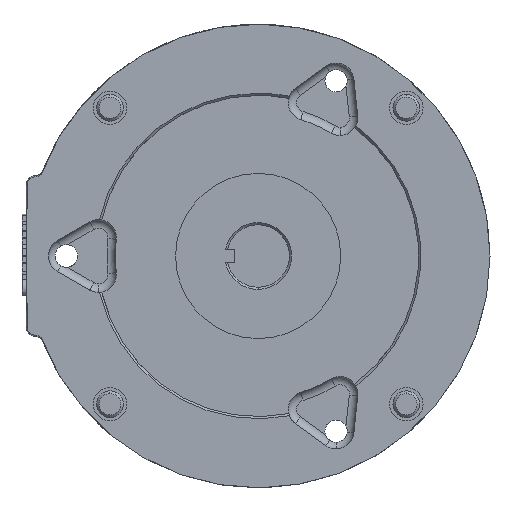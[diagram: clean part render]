
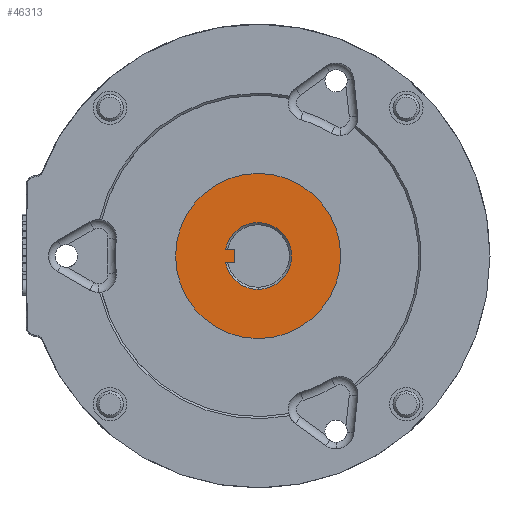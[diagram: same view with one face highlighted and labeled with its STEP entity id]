
A CAD part, left-side view. The second image highlights one B-rep face of the part: STEP entity #46313.
In plain terms, the highlighted planar face has unit normal (-1, 0, 0).
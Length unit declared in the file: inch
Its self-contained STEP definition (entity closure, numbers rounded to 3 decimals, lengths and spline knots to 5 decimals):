
#169 = CARTESIAN_POINT ( 'NONE',  ( 0.3215, 0.32753, -0.09375 ) ) ;
#233 = ORIENTED_EDGE ( 'NONE', *, *, #12626, .F. ) ;
#1248 = PLANE ( 'NONE',  #38965 ) ;
#1546 = ORIENTED_EDGE ( 'NONE', *, *, #23409, .T. ) ;
#3726 = CARTESIAN_POINT ( 'NONE',  ( 0.3215, 0., 0. ) ) ;
#3790 = DIRECTION ( 'NONE',  ( 0., 0., -1. ) ) ;
#4248 = CIRCLE ( 'NONE', #17836, 1.15725 ) ;
#5300 = CIRCLE ( 'NONE', #27389, 0.4681 ) ;
#5559 = FACE_OUTER_BOUND ( 'NONE', #11653, .T. ) ;
#5712 = AXIS2_PLACEMENT_3D ( 'NONE', #21307, #48135, #25230 ) ;
#6462 = CARTESIAN_POINT ( 'NONE',  ( 0.3215, 0., 0.4681 ) ) ;
#7308 = CARTESIAN_POINT ( 'NONE',  ( 0.3215, 0., 0. ) ) ;
#7578 = DIRECTION ( 'NONE',  ( 0., 0., 1. ) ) ;
#9058 = ORIENTED_EDGE ( 'NONE', *, *, #34453, .T. ) ;
#10077 = CARTESIAN_POINT ( 'NONE',  ( 0.3215, 0.42795, -0.09375 ) ) ;
#10478 = CARTESIAN_POINT ( 'NONE',  ( 0.3215, 0.42795, 0.09375 ) ) ;
#11161 = DIRECTION ( 'NONE',  ( 0., 0., 1. ) ) ;
#11332 = CARTESIAN_POINT ( 'NONE',  ( 0.3215, 0.32753, -0.09375 ) ) ;
#11653 = EDGE_LOOP ( 'NONE', ( #23496, #233 ) ) ;
#12172 = EDGE_CURVE ( 'NONE', #42816, #44412, #36132, .T. ) ;
#12626 = EDGE_CURVE ( 'NONE', #38155, #30838, #4248, .T. ) ;
#14129 = CIRCLE ( 'NONE', #5712, 1.15725 ) ;
#14544 = FACE_BOUND ( 'NONE', #26801, .T. ) ;
#14841 = EDGE_CURVE ( 'NONE', #30838, #38155, #14129, .T. ) ;
#16313 = EDGE_CURVE ( 'NONE', #29138, #35635, #48979, .T. ) ;
#16700 = CARTESIAN_POINT ( 'NONE',  ( 0.3215, 0., 0. ) ) ;
#17836 = AXIS2_PLACEMENT_3D ( 'NONE', #16700, #43512, #20538 ) ;
#18441 = DIRECTION ( 'NONE',  ( 0., 1., 0. ) ) ;
#19536 = CARTESIAN_POINT ( 'NONE',  ( 0.3215, 0., 0. ) ) ;
#20127 = AXIS2_PLACEMENT_3D ( 'NONE', #7308, #34190, #11161 ) ;
#20521 = DIRECTION ( 'NONE',  ( -1., 0., 0. ) ) ;
#20538 = DIRECTION ( 'NONE',  ( 0., 0., 1. ) ) ;
#21307 = CARTESIAN_POINT ( 'NONE',  ( 0.3215, 0., 0. ) ) ;
#22861 = CIRCLE ( 'NONE', #28007, 0.4681 ) ;
#23409 = EDGE_CURVE ( 'NONE', #29138, #39472, #5300, .T. ) ;
#23419 = CARTESIAN_POINT ( 'NONE',  ( 0.3215, 0., -0.4681 ) ) ;
#23458 = DIRECTION ( 'NONE',  ( 0., 0., 1. ) ) ;
#23496 = ORIENTED_EDGE ( 'NONE', *, *, #14841, .F. ) ;
#24913 = VECTOR ( 'NONE', #18441, 39.37008 ) ;
#25230 = DIRECTION ( 'NONE',  ( 0., 0., 1. ) ) ;
#26801 = EDGE_LOOP ( 'NONE', ( #44998, #1546, #9058, #38097, #33065, #30248 ) ) ;
#27062 = EDGE_CURVE ( 'NONE', #35635, #41705, #40712, .T. ) ;
#27389 = AXIS2_PLACEMENT_3D ( 'NONE', #19536, #46388, #23458 ) ;
#28007 = AXIS2_PLACEMENT_3D ( 'NONE', #3726, #30592, #7578 ) ;
#28641 = VECTOR ( 'NONE', #29636, 39.37008 ) ;
#29138 = VERTEX_POINT ( 'NONE', #44739 ) ;
#29636 = DIRECTION ( 'NONE',  ( 0., -1., 0. ) ) ;
#30248 = ORIENTED_EDGE ( 'NONE', *, *, #27062, .F. ) ;
#30513 = VECTOR ( 'NONE', #3790, 39.37008 ) ;
#30592 = DIRECTION ( 'NONE',  ( 1., 0., 0. ) ) ;
#30838 = VERTEX_POINT ( 'NONE', #47715 ) ;
#33065 = ORIENTED_EDGE ( 'NONE', *, *, #39892, .F. ) ;
#34190 = DIRECTION ( 'NONE',  ( 1., 0., 0. ) ) ;
#34379 = CARTESIAN_POINT ( 'NONE',  ( 0.3215, 0.45862, -0.09375 ) ) ;
#34453 = EDGE_CURVE ( 'NONE', #39472, #42816, #22861, .T. ) ;
#35635 = VERTEX_POINT ( 'NONE', #41519 ) ;
#36132 = CIRCLE ( 'NONE', #20127, 0.4681 ) ;
#36639 = CARTESIAN_POINT ( 'NONE',  ( 0.3215, 0., -1.15725 ) ) ;
#38097 = ORIENTED_EDGE ( 'NONE', *, *, #12172, .T. ) ;
#38155 = VERTEX_POINT ( 'NONE', #36639 ) ;
#38965 = AXIS2_PLACEMENT_3D ( 'NONE', #43496, #20521, #47342 ) ;
#39472 = VERTEX_POINT ( 'NONE', #6462 ) ;
#39892 = EDGE_CURVE ( 'NONE', #41705, #44412, #44063, .T. ) ;
#40712 = LINE ( 'NONE', #11332, #30513 ) ;
#41519 = CARTESIAN_POINT ( 'NONE',  ( 0.3215, 0.32753, 0.09375 ) ) ;
#41705 = VERTEX_POINT ( 'NONE', #169 ) ;
#42816 = VERTEX_POINT ( 'NONE', #23419 ) ;
#43496 = CARTESIAN_POINT ( 'NONE',  ( 0.3215, 0., 0. ) ) ;
#43512 = DIRECTION ( 'NONE',  ( 1., 0., 0. ) ) ;
#44063 = LINE ( 'NONE', #10077, #24913 ) ;
#44412 = VERTEX_POINT ( 'NONE', #34379 ) ;
#44739 = CARTESIAN_POINT ( 'NONE',  ( 0.3215, 0.45862, 0.09375 ) ) ;
#44998 = ORIENTED_EDGE ( 'NONE', *, *, #16313, .F. ) ;
#46313 = ADVANCED_FACE ( 'NONE', ( #14544, #5559 ), #1248, .T. ) ;
#46388 = DIRECTION ( 'NONE',  ( 1., 0., 0. ) ) ;
#47342 = DIRECTION ( 'NONE',  ( 0., 0., 1. ) ) ;
#47715 = CARTESIAN_POINT ( 'NONE',  ( 0.3215, 0., 1.15725 ) ) ;
#48135 = DIRECTION ( 'NONE',  ( 1., 0., 0. ) ) ;
#48979 = LINE ( 'NONE', #10478, #28641 ) ;
